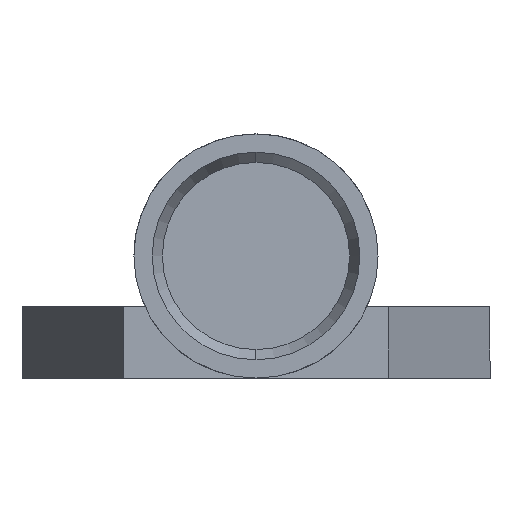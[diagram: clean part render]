
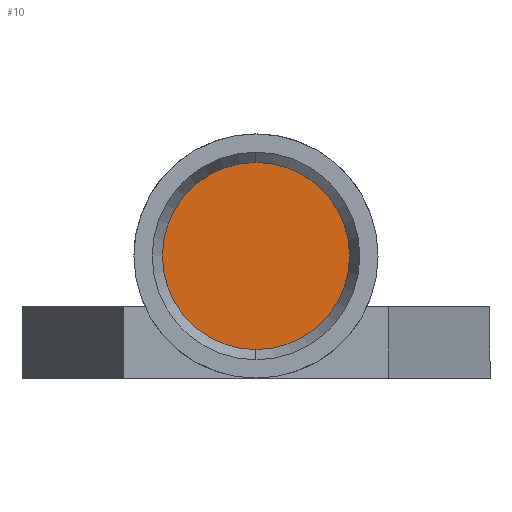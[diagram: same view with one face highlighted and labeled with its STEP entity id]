
A CAD part, left-side view. The second image highlights one B-rep face of the part: STEP entity #10.
In plain terms, the highlighted planar face has unit normal (-1, 0, 0).
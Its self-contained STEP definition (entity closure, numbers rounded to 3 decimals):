
#10 = ADVANCED_FACE ( 'NONE', ( #352 ), #619, .T. ) ;
#32 = EDGE_CURVE ( 'NONE', #561, #559, #392, .T. ) ;
#71 = EDGE_CURVE ( 'NONE', #559, #561, #156, .T. ) ;
#82 = AXIS2_PLACEMENT_3D ( 'NONE', #617, #622, #623 ) ;
#95 = AXIS2_PLACEMENT_3D ( 'NONE', #693, #695, #696 ) ;
#104 = AXIS2_PLACEMENT_3D ( 'NONE', #454, #469, #470 ) ;
#156 = CIRCLE ( 'NONE', #104, 4.6 ) ;
#255 = ORIENTED_EDGE ( 'NONE', *, *, #32, .T. ) ;
#257 = ORIENTED_EDGE ( 'NONE', *, *, #71, .T. ) ;
#347 = EDGE_LOOP ( 'NONE', ( #257, #255 ) ) ;
#352 = FACE_OUTER_BOUND ( 'NONE', #347, .T. ) ;
#392 = CIRCLE ( 'NONE', #95, 4.6 ) ;
#454 = CARTESIAN_POINT ( 'NONE',  ( -8., 0., 6. ) ) ;
#469 = DIRECTION ( 'NONE',  ( -1., 0., 0. ) ) ;
#470 = DIRECTION ( 'NONE',  ( 0., 0., 1. ) ) ;
#497 = CARTESIAN_POINT ( 'NONE',  ( -8., 0., 10.6 ) ) ;
#499 = CARTESIAN_POINT ( 'NONE',  ( -8., 0., 1.4 ) ) ;
#559 = VERTEX_POINT ( 'NONE', #497 ) ;
#561 = VERTEX_POINT ( 'NONE', #499 ) ;
#617 = CARTESIAN_POINT ( 'NONE',  ( -8., 0., 6. ) ) ;
#619 = PLANE ( 'NONE',  #82 ) ;
#622 = DIRECTION ( 'NONE',  ( -1., 0., 0. ) ) ;
#623 = DIRECTION ( 'NONE',  ( 0., 0., 1. ) ) ;
#693 = CARTESIAN_POINT ( 'NONE',  ( -8., 0., 6. ) ) ;
#695 = DIRECTION ( 'NONE',  ( -1., 0., 0. ) ) ;
#696 = DIRECTION ( 'NONE',  ( 0., 0., 1. ) ) ;
